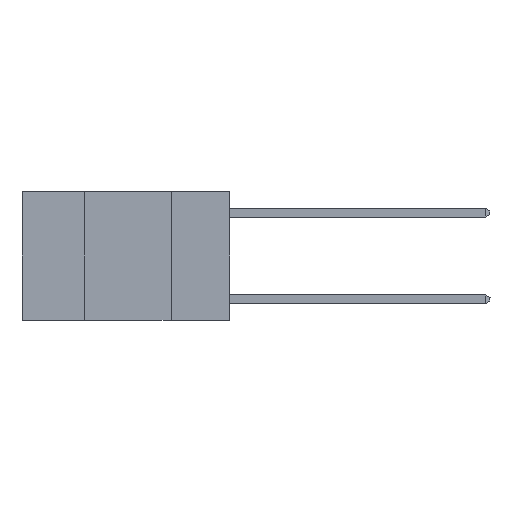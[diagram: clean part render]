
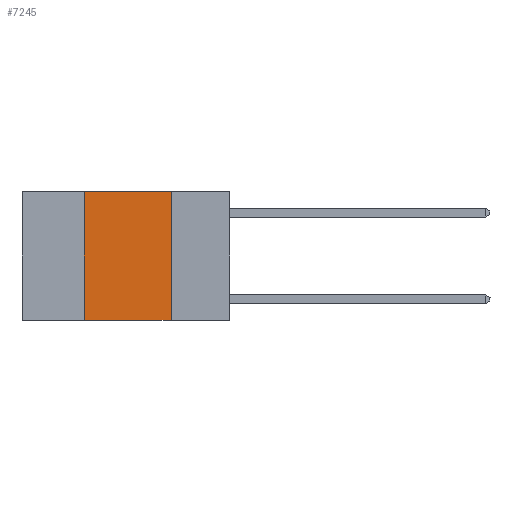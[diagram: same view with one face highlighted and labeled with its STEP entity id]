
A CAD part, left-side view. The second image highlights one B-rep face of the part: STEP entity #7245.
In plain terms, the highlighted planar face has unit normal (-1, 0, 0).
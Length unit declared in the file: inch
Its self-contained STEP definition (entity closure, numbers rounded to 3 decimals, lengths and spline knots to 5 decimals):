
#71 = VECTOR ( 'NONE', #24836, 39.37008 ) ;
#898 = VERTEX_POINT ( 'NONE', #8999 ) ;
#1053 = EDGE_CURVE ( 'NONE', #15624, #20289, #5268, .T. ) ;
#1881 = CARTESIAN_POINT ( 'NONE',  ( 0., 0.6, -0.37 ) ) ;
#3563 = CARTESIAN_POINT ( 'NONE',  ( 0., 0.17, 0. ) ) ;
#3790 = DIRECTION ( 'NONE',  ( 0., 0., 1. ) ) ;
#3835 = DIRECTION ( 'NONE',  ( 0., -1., 0. ) ) ;
#4009 = EDGE_CURVE ( 'NONE', #898, #15624, #8590, .T. ) ;
#4549 = LINE ( 'NONE', #22725, #14245 ) ;
#5268 = LINE ( 'NONE', #18730, #71 ) ;
#5303 = EDGE_CURVE ( 'NONE', #20289, #9507, #4549, .T. ) ;
#5386 = DIRECTION ( 'NONE',  ( 1., 0., 0. ) ) ;
#7245 = ADVANCED_FACE ( 'NONE', ( #10540 ), #17037, .F. ) ;
#7550 = ORIENTED_EDGE ( 'NONE', *, *, #5303, .F. ) ;
#7929 = EDGE_CURVE ( 'NONE', #898, #9507, #19889, .T. ) ;
#8289 = ORIENTED_EDGE ( 'NONE', *, *, #1053, .F. ) ;
#8590 = LINE ( 'NONE', #9959, #17684 ) ;
#8999 = CARTESIAN_POINT ( 'NONE',  ( 0., 0.42, -0.37 ) ) ;
#9507 = VERTEX_POINT ( 'NONE', #12161 ) ;
#9959 = CARTESIAN_POINT ( 'NONE',  ( 0., 0.42, 0. ) ) ;
#10540 = FACE_OUTER_BOUND ( 'NONE', #14730, .T. ) ;
#11166 = CARTESIAN_POINT ( 'NONE',  ( 0., 0.6, 0. ) ) ;
#12161 = CARTESIAN_POINT ( 'NONE',  ( 0., 0.17, -0.37 ) ) ;
#14245 = VECTOR ( 'NONE', #17032, 39.37008 ) ;
#14730 = EDGE_LOOP ( 'NONE', ( #7550, #8289, #23363, #22520 ) ) ;
#14909 = CARTESIAN_POINT ( 'NONE',  ( 0., 0.42, 0. ) ) ;
#15369 = AXIS2_PLACEMENT_3D ( 'NONE', #11166, #5386, #18962 ) ;
#15624 = VERTEX_POINT ( 'NONE', #14909 ) ;
#17032 = DIRECTION ( 'NONE',  ( 0., 0., -1. ) ) ;
#17037 = PLANE ( 'NONE',  #15369 ) ;
#17684 = VECTOR ( 'NONE', #3790, 39.37008 ) ;
#18730 = CARTESIAN_POINT ( 'NONE',  ( 0., 0.6, 0. ) ) ;
#18962 = DIRECTION ( 'NONE',  ( 0., 0., -1. ) ) ;
#19288 = VECTOR ( 'NONE', #3835, 39.37008 ) ;
#19889 = LINE ( 'NONE', #1881, #19288 ) ;
#20289 = VERTEX_POINT ( 'NONE', #3563 ) ;
#22520 = ORIENTED_EDGE ( 'NONE', *, *, #7929, .T. ) ;
#22725 = CARTESIAN_POINT ( 'NONE',  ( 0., 0.17, 0. ) ) ;
#23363 = ORIENTED_EDGE ( 'NONE', *, *, #4009, .F. ) ;
#24836 = DIRECTION ( 'NONE',  ( 0., -1., 0. ) ) ;
